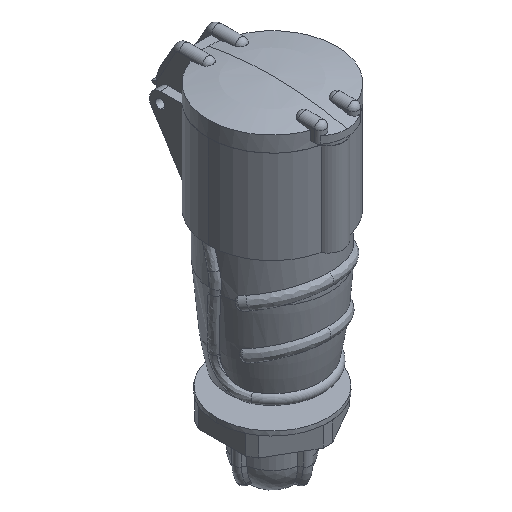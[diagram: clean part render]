
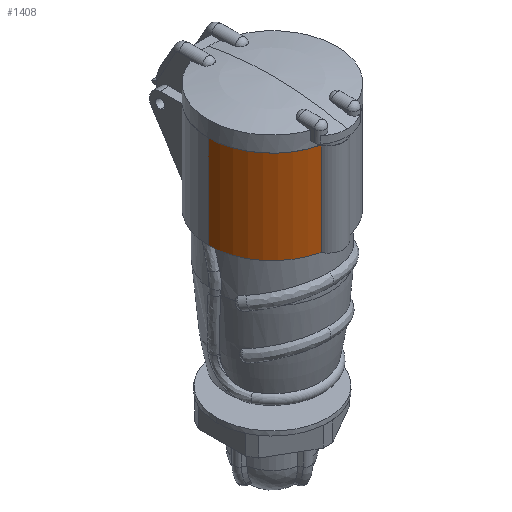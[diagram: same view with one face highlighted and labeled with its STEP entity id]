
A CAD part, isometric view. The second image highlights one B-rep face of the part: STEP entity #1408.
In plain terms, the highlighted cylindrical face has radius 29.2 mm (diameter 58.4 mm), a partial arc.
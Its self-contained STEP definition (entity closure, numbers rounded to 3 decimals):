
#1038 = CARTESIAN_POINT ( 'NONE',  ( 0., 0., 0. ) ) ;
#1081 = CARTESIAN_POINT ( 'NONE',  ( -29.2, 0., 0. ) ) ;
#1083 = CARTESIAN_POINT ( 'NONE',  ( 0., 0., -5.6 ) ) ;
#1362 = AXIS2_PLACEMENT_3D ( 'NONE', #1083, #12413, #20047 ) ;
#1408 = ADVANCED_FACE ( 'NONE', ( #22004 ), #4758, .T. ) ;
#1733 = EDGE_CURVE ( 'NONE', #11396, #13499, #3586, .T. ) ;
#2939 = VERTEX_POINT ( 'NONE', #21221 ) ;
#3586 = LINE ( 'NONE', #7325, #11592 ) ;
#4758 = CYLINDRICAL_SURFACE ( 'NONE', #18369, 29.2 ) ;
#6204 = EDGE_CURVE ( 'NONE', #11396, #9172, #20364, .T. ) ;
#7325 = CARTESIAN_POINT ( 'NONE',  ( -6.28, -28.517, 15.65 ) ) ;
#8774 = DIRECTION ( 'NONE',  ( 0., 0., -1. ) ) ;
#8786 = ORIENTED_EDGE ( 'NONE', *, *, #1733, .F. ) ;
#9172 = VERTEX_POINT ( 'NONE', #18092 ) ;
#9237 = VECTOR ( 'NONE', #8774, 1000. ) ;
#9826 = DIRECTION ( 'NONE',  ( -1., 0., 0. ) ) ;
#10061 = DIRECTION ( 'NONE',  ( 0., 0., -1. ) ) ;
#10109 = CIRCLE ( 'NONE', #1362, 29.2 ) ;
#11396 = VERTEX_POINT ( 'NONE', #23907 ) ;
#11592 = VECTOR ( 'NONE', #22460, 1000. ) ;
#12362 = DIRECTION ( 'NONE',  ( -1., 0., 0. ) ) ;
#12413 = DIRECTION ( 'NONE',  ( 0., 0., -1. ) ) ;
#12536 = EDGE_CURVE ( 'NONE', #13499, #2939, #10109, .T. ) ;
#13213 = EDGE_LOOP ( 'NONE', ( #15716, #23250, #23190, #8786 ) ) ;
#13499 = VERTEX_POINT ( 'NONE', #16776 ) ;
#15308 = CARTESIAN_POINT ( 'NONE',  ( 0., 0., 36.9 ) ) ;
#15716 = ORIENTED_EDGE ( 'NONE', *, *, #6204, .T. ) ;
#16170 = EDGE_CURVE ( 'NONE', #9172, #2939, #20171, .T. ) ;
#16776 = CARTESIAN_POINT ( 'NONE',  ( -6.28, -28.517, -5.6 ) ) ;
#18092 = CARTESIAN_POINT ( 'NONE',  ( -29.2, 0., 36.9 ) ) ;
#18369 = AXIS2_PLACEMENT_3D ( 'NONE', #1038, #19998, #12362 ) ;
#19982 = AXIS2_PLACEMENT_3D ( 'NONE', #15308, #10061, #9826 ) ;
#19998 = DIRECTION ( 'NONE',  ( 0., 0., -1. ) ) ;
#20047 = DIRECTION ( 'NONE',  ( -1., 0., 0. ) ) ;
#20171 = LINE ( 'NONE', #1081, #9237 ) ;
#20364 = CIRCLE ( 'NONE', #19982, 29.2 ) ;
#21221 = CARTESIAN_POINT ( 'NONE',  ( -29.2, 0., -5.6 ) ) ;
#22004 = FACE_OUTER_BOUND ( 'NONE', #13213, .T. ) ;
#22460 = DIRECTION ( 'NONE',  ( 0., 0., -1. ) ) ;
#23190 = ORIENTED_EDGE ( 'NONE', *, *, #12536, .F. ) ;
#23250 = ORIENTED_EDGE ( 'NONE', *, *, #16170, .T. ) ;
#23907 = CARTESIAN_POINT ( 'NONE',  ( -6.28, -28.517, 36.9 ) ) ;
